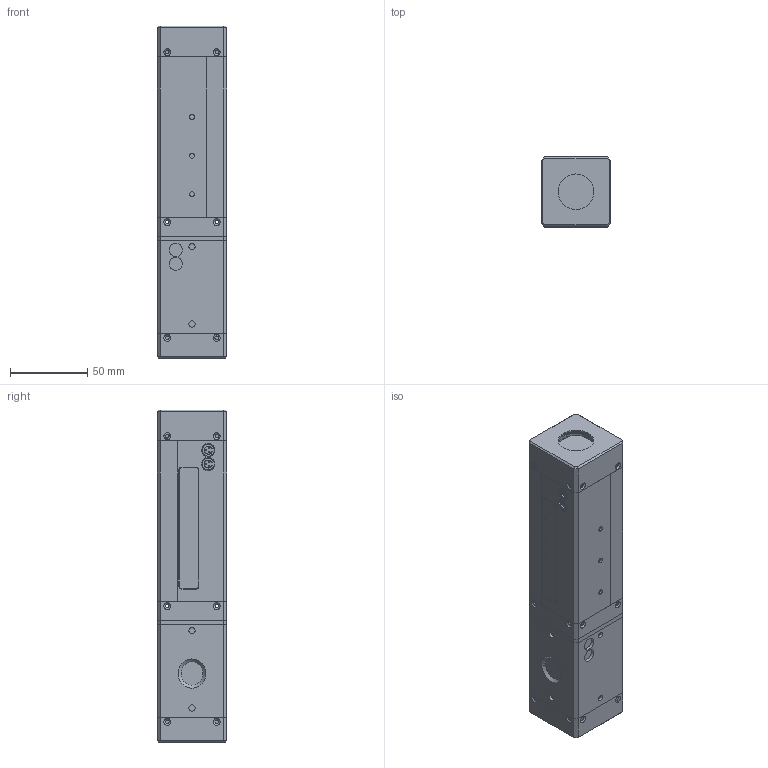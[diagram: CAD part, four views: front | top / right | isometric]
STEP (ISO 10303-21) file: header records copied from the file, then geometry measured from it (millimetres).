
FILE_DESCRIPTION(/* description */ (''),/* implementation_level */ '2;1');
FILE_NAME(/* name */ 'BDS13.step',/* time_stamp */ '2019-02-01T11:01:31+02:00',/* author */ (''),/* organization */ (''),/* preprocessor_version */ 'ST-DEVELOPER v17.2',/* originating_system */ 'Autodesk Translation Framework v7.6.0.251',/* authorisation */ '');
FILE_SCHEMA (('AUTOMOTIVE_DESIGN { 1 0 10303 214 3 1 1 }'));
Length unit declared in the file: millimetre
Products named in the file (11): BDS-1x3-A25,4; BDS-001-00; BDS-002-00; BDS-003-00; BDS-004-00; 09-9747-00-03 Connector; BDS-021-00; 2LPA v2; BDS-003-00 (1); BDS-027-00; BDS-033-00
Assembly tree (11 placements, depth 3):
  BDS-1x3-A25,4
    BDS-001-00
    BDS-002-00
    BDS-003-00
    BDS-004-00
    09-9747-00-03 Connector  x2
    BDS-021-00
    2LPA v2
      BDS-003-00 (1)
      BDS-027-00
      BDS-033-00
Bounding box: 45 x 45 x 215 mm (x, y, z)
Volume: 394388.6 mm3; surface area: 126872.5 mm2
Topology: 10 solids, 10 shells, 529 faces, 1387 edges, 935 vertices
Faces by surface type: plane 275, cylinder 168, cone 72, torus 8, sphere 6
Full cylindrical faces by diameter (mm): 0.78 x6, 0.9 x6, 1.1 x6, 1.567 x26, 2.2 x20, 3.242 x3, 4 x6, 6.35 x2, 7.8 x2, 8.5 x4, 9 x2, 10.5 x1, 12.7 x2, 12.8 x2, 13 x1, 14 x2, 16 x2, 23 x1, 25.4 x1, 25.5 x1, 26.5 x1, 28 x1
Entity records: 16034 total; most frequent: DIRECTION 2812, CARTESIAN_POINT 2767, ORIENTED_EDGE 2564, EDGE_CURVE 1282, AXIS2_PLACEMENT_3D 1038, VERTEX_POINT 871, LINE 736, VECTOR 736
